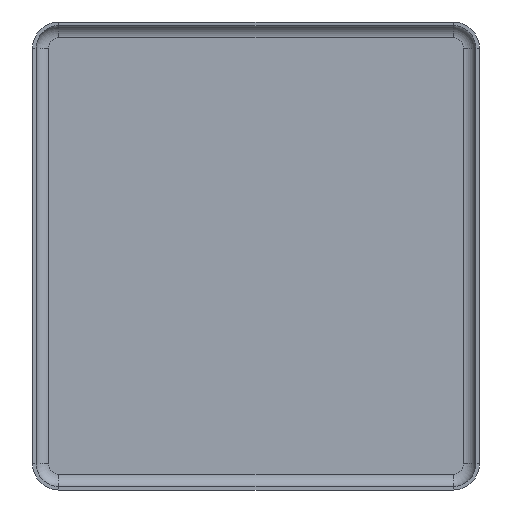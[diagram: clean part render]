
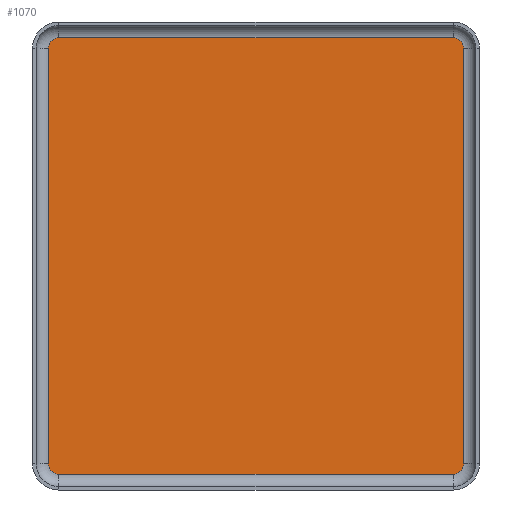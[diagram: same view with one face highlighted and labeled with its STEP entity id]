
A CAD part, front view. The second image highlights one B-rep face of the part: STEP entity #1070.
In plain terms, the highlighted planar face has unit normal (0, -1, 0).
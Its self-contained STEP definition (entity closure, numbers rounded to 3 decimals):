
#6 = CARTESIAN_POINT ( 'NONE',  ( -11.2, -0.2, 12.4 ) ) ;
#17 = VERTEX_POINT ( 'NONE', #154 ) ;
#63 = FACE_OUTER_BOUND ( 'NONE', #790, .T. ) ;
#86 = EDGE_CURVE ( 'NONE', #1057, #417, #293, .T. ) ;
#99 = VERTEX_POINT ( 'NONE', #360 ) ;
#120 = DIRECTION ( 'NONE',  ( 0., 0., 1. ) ) ;
#133 = VECTOR ( 'NONE', #805, 1000. ) ;
#146 = ORIENTED_EDGE ( 'NONE', *, *, #415, .F. ) ;
#150 = DIRECTION ( 'NONE',  ( 0., 0., -1. ) ) ;
#154 = CARTESIAN_POINT ( 'NONE',  ( -11.8, -0.2, -11.8 ) ) ;
#156 = LINE ( 'NONE', #1138, #1162 ) ;
#157 = ORIENTED_EDGE ( 'NONE', *, *, #804, .F. ) ;
#162 = AXIS2_PLACEMENT_3D ( 'NONE', #855, #211, #383 ) ;
#178 = DIRECTION ( 'NONE',  ( 1., 0., 0. ) ) ;
#205 = CARTESIAN_POINT ( 'NONE',  ( 11.2, -0.2, -11.8 ) ) ;
#208 = CARTESIAN_POINT ( 'NONE',  ( -11.8, -0.2, -11.8 ) ) ;
#211 = DIRECTION ( 'NONE',  ( 0., 1., 0. ) ) ;
#293 = CIRCLE ( 'NONE', #665, 0.6 ) ;
#296 = CARTESIAN_POINT ( 'NONE',  ( 11.8, -0.2, -11.8 ) ) ;
#304 = CARTESIAN_POINT ( 'NONE',  ( -11.2, -0.2, -11.8 ) ) ;
#345 = VERTEX_POINT ( 'NONE', #657 ) ;
#360 = CARTESIAN_POINT ( 'NONE',  ( -11.2, -0.2, -12.4 ) ) ;
#376 = CARTESIAN_POINT ( 'NONE',  ( 11.8, -0.2, 11.8 ) ) ;
#383 = DIRECTION ( 'NONE',  ( 0., 0., 1. ) ) ;
#398 = EDGE_CURVE ( 'NONE', #17, #635, #1023, .T. ) ;
#400 = DIRECTION ( 'NONE',  ( 0., 1., 0. ) ) ;
#402 = AXIS2_PLACEMENT_3D ( 'NONE', #205, #400, #591 ) ;
#415 = EDGE_CURVE ( 'NONE', #99, #17, #564, .T. ) ;
#417 = VERTEX_POINT ( 'NONE', #376 ) ;
#445 = ORIENTED_EDGE ( 'NONE', *, *, #522, .F. ) ;
#476 = DIRECTION ( 'NONE',  ( 0., 1., 0. ) ) ;
#484 = DIRECTION ( 'NONE',  ( 0., 0., 1. ) ) ;
#486 = CIRCLE ( 'NONE', #162, 0.6 ) ;
#499 = CARTESIAN_POINT ( 'NONE',  ( 11.2, -0.2, 12.4 ) ) ;
#522 = EDGE_CURVE ( 'NONE', #635, #888, #486, .T. ) ;
#532 = CARTESIAN_POINT ( 'NONE',  ( 11.2, -0.2, 11.8 ) ) ;
#551 = VECTOR ( 'NONE', #178, 1000. ) ;
#564 = CIRCLE ( 'NONE', #726, 0.6 ) ;
#591 = DIRECTION ( 'NONE',  ( 0., 0., 1. ) ) ;
#624 = AXIS2_PLACEMENT_3D ( 'NONE', #881, #779, #150 ) ;
#627 = LINE ( 'NONE', #875, #133 ) ;
#635 = VERTEX_POINT ( 'NONE', #692 ) ;
#641 = LINE ( 'NONE', #6, #551 ) ;
#644 = ORIENTED_EDGE ( 'NONE', *, *, #398, .F. ) ;
#657 = CARTESIAN_POINT ( 'NONE',  ( 11.2, -0.2, -12.4 ) ) ;
#665 = AXIS2_PLACEMENT_3D ( 'NONE', #532, #999, #1064 ) ;
#692 = CARTESIAN_POINT ( 'NONE',  ( -11.8, -0.2, 11.8 ) ) ;
#705 = ORIENTED_EDGE ( 'NONE', *, *, #1033, .F. ) ;
#726 = AXIS2_PLACEMENT_3D ( 'NONE', #304, #476, #120 ) ;
#779 = DIRECTION ( 'NONE',  ( 0., -1., 0. ) ) ;
#790 = EDGE_LOOP ( 'NONE', ( #1066, #157, #445, #644, #146, #985, #945, #705 ) ) ;
#804 = EDGE_CURVE ( 'NONE', #888, #1057, #641, .T. ) ;
#805 = DIRECTION ( 'NONE',  ( -1., 0., 0. ) ) ;
#846 = VERTEX_POINT ( 'NONE', #296 ) ;
#855 = CARTESIAN_POINT ( 'NONE',  ( -11.2, -0.2, 11.8 ) ) ;
#875 = CARTESIAN_POINT ( 'NONE',  ( 11.2, -0.2, -12.4 ) ) ;
#881 = CARTESIAN_POINT ( 'NONE',  ( 11.2, -0.2, 11.8 ) ) ;
#887 = PLANE ( 'NONE',  #624 ) ;
#888 = VERTEX_POINT ( 'NONE', #946 ) ;
#918 = EDGE_CURVE ( 'NONE', #846, #345, #1123, .T. ) ;
#945 = ORIENTED_EDGE ( 'NONE', *, *, #918, .F. ) ;
#946 = CARTESIAN_POINT ( 'NONE',  ( -11.2, -0.2, 12.4 ) ) ;
#985 = ORIENTED_EDGE ( 'NONE', *, *, #1053, .F. ) ;
#999 = DIRECTION ( 'NONE',  ( 0., 1., 0. ) ) ;
#1023 = LINE ( 'NONE', #208, #1169 ) ;
#1033 = EDGE_CURVE ( 'NONE', #417, #846, #156, .T. ) ;
#1053 = EDGE_CURVE ( 'NONE', #345, #99, #627, .T. ) ;
#1057 = VERTEX_POINT ( 'NONE', #499 ) ;
#1064 = DIRECTION ( 'NONE',  ( 0., 0., 1. ) ) ;
#1066 = ORIENTED_EDGE ( 'NONE', *, *, #86, .F. ) ;
#1070 = ADVANCED_FACE ( 'NONE', ( #63 ), #887, .T. ) ;
#1123 = CIRCLE ( 'NONE', #402, 0.6 ) ;
#1138 = CARTESIAN_POINT ( 'NONE',  ( 11.8, -0.2, 11.8 ) ) ;
#1157 = DIRECTION ( 'NONE',  ( 0., 0., -1. ) ) ;
#1162 = VECTOR ( 'NONE', #1157, 1000. ) ;
#1169 = VECTOR ( 'NONE', #484, 1000. ) ;
